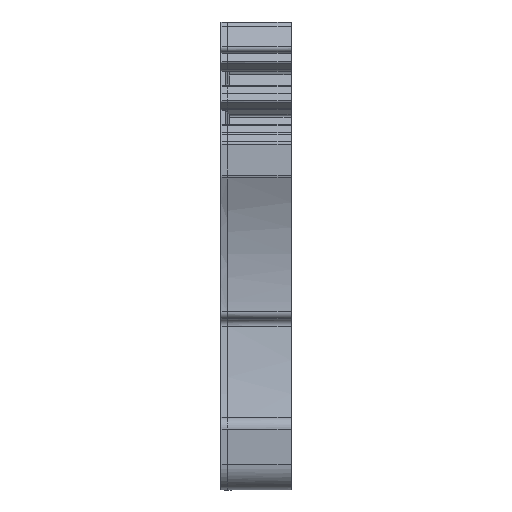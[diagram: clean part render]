
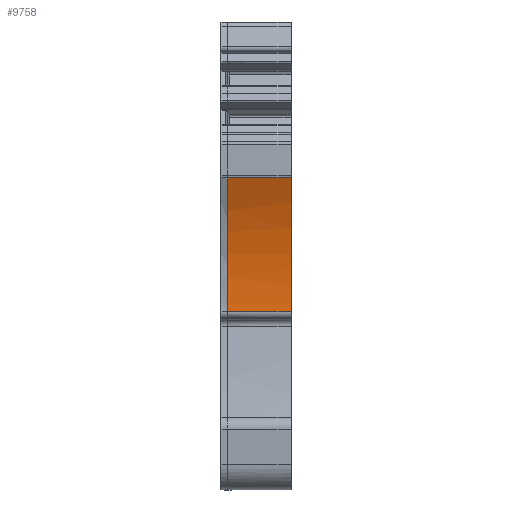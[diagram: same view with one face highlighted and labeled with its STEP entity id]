
A CAD part, front view. The second image highlights one B-rep face of the part: STEP entity #9758.
In plain terms, the highlighted cylindrical face has radius 20 mm (diameter 40 mm), a partial arc.
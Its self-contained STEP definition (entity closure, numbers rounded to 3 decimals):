
#5225=AXIS2_PLACEMENT_3D('Circle Axis2P3D',#5223,#5224,$) ;
#5232=AXIS2_PLACEMENT_3D('Circle Axis2P3D',#5230,#5231,$) ;
#5239=AXIS2_PLACEMENT_3D('Circle Axis2P3D',#5237,#5238,$) ;
#9718=AXIS2_PLACEMENT_3D('Cylinder Axis2P3D',#9715,#9716,#9717) ;
#9738=AXIS2_PLACEMENT_3D('Circle Axis2P3D',#9736,#9737,$) ;
#5220=CARTESIAN_POINT('Vertex',(5.1,0.046,22.701)) ;
#5223=CARTESIAN_POINT('Axis2P3D Location',(5.1,-18.105,14.303)) ;
#5227=CARTESIAN_POINT('Vertex',(5.1,1.684,17.2)) ;
#5230=CARTESIAN_POINT('Axis2P3D Location',(5.1,-18.105,14.303)) ;
#5234=CARTESIAN_POINT('Vertex',(5.1,1.886,13.7)) ;
#5237=CARTESIAN_POINT('Axis2P3D Location',(5.1,-18.105,14.303)) ;
#5241=CARTESIAN_POINT('Vertex',(5.1,1.851,12.983)) ;
#9695=CARTESIAN_POINT('Line Origine',(2.55,0.046,22.701)) ;
#9699=CARTESIAN_POINT('Vertex',(0.5,0.046,22.701)) ;
#9715=CARTESIAN_POINT('Axis2P3D Location',(2.55,-18.105,14.303)) ;
#9721=CARTESIAN_POINT('Control Point',(0.5,0.046,22.701)) ;
#9722=CARTESIAN_POINT('Control Point',(0.5,0.852,20.958)) ;
#9723=CARTESIAN_POINT('Control Point',(0.5,1.406,19.1)) ;
#9724=CARTESIAN_POINT('Control Point',(0.5,1.684,17.2)) ;
#9725=CARTESIAN_POINT('Vertex',(0.5,1.684,17.2)) ;
#9729=CARTESIAN_POINT('Control Point',(0.5,1.684,17.2)) ;
#9730=CARTESIAN_POINT('Control Point',(0.5,1.853,16.042)) ;
#9731=CARTESIAN_POINT('Control Point',(0.5,1.921,14.87)) ;
#9732=CARTESIAN_POINT('Control Point',(0.5,1.886,13.7)) ;
#9733=CARTESIAN_POINT('Vertex',(0.5,1.886,13.7)) ;
#9736=CARTESIAN_POINT('Axis2P3D Location',(0.5,-18.105,14.303)) ;
#9740=CARTESIAN_POINT('Vertex',(0.5,1.851,12.983)) ;
#9743=CARTESIAN_POINT('Line Origine',(2.55,1.851,12.983)) ;
#5224=DIRECTION('Axis2P3D Direction',(-1.,0.,0.)) ;
#5231=DIRECTION('Axis2P3D Direction',(-1.,0.,0.)) ;
#5238=DIRECTION('Axis2P3D Direction',(-1.,0.,0.)) ;
#9696=DIRECTION('Vector Direction',(-1.,0.,0.)) ;
#9716=DIRECTION('Axis2P3D Direction',(-1.,0.,0.)) ;
#9717=DIRECTION('Axis2P3D XDirection',(0.,0.908,0.42)) ;
#9737=DIRECTION('Axis2P3D Direction',(-1.,0.,0.)) ;
#9744=DIRECTION('Vector Direction',(-1.,0.,0.)) ;
#9697=VECTOR('Line Direction',#9696,1.) ;
#9745=VECTOR('Line Direction',#9744,1.) ;
#9749=ORIENTED_EDGE('',*,*,#9727,.T.) ;
#9750=ORIENTED_EDGE('',*,*,#9735,.T.) ;
#9751=ORIENTED_EDGE('',*,*,#9742,.T.) ;
#9752=ORIENTED_EDGE('',*,*,#9747,.T.) ;
#9753=ORIENTED_EDGE('',*,*,#5243,.T.) ;
#9754=ORIENTED_EDGE('',*,*,#5236,.T.) ;
#9755=ORIENTED_EDGE('',*,*,#5229,.T.) ;
#9756=ORIENTED_EDGE('',*,*,#9701,.F.) ;
#9758=ADVANCED_FACE('KLTR ZTPE2.5/3AN/1.1\\KLTR ZTPE2.5/3AN/1',(#9757),#9719,.F.) ;
#9720=B_SPLINE_CURVE_WITH_KNOTS('',3,(#9721,#9722,#9723,#9724),.UNSPECIFIED.,.F.,.U.,(4,4),(0.,8.145),.UNSPECIFIED.) ;
#9728=B_SPLINE_CURVE_WITH_KNOTS('',3,(#9729,#9730,#9731,#9732),.UNSPECIFIED.,.F.,.U.,(4,4),(0.,4.964),.UNSPECIFIED.) ;
#5226=CIRCLE('generated circle',#5225,20.) ;
#5233=CIRCLE('generated circle',#5232,20.) ;
#5240=CIRCLE('generated circle',#5239,20.) ;
#9739=CIRCLE('generated circle',#9738,20.) ;
#9719=CYLINDRICAL_SURFACE('generated cylinder',#9718,20.) ;
#5229=EDGE_CURVE('',#5228,#5221,#5226,.F.) ;
#5236=EDGE_CURVE('',#5235,#5228,#5233,.F.) ;
#5243=EDGE_CURVE('',#5242,#5235,#5240,.F.) ;
#9701=EDGE_CURVE('',#9700,#5221,#9698,.F.) ;
#9727=EDGE_CURVE('',#9700,#9726,#9720,.T.) ;
#9735=EDGE_CURVE('',#9726,#9734,#9728,.T.) ;
#9742=EDGE_CURVE('',#9734,#9741,#9739,.T.) ;
#9747=EDGE_CURVE('',#9741,#5242,#9746,.F.) ;
#9748=EDGE_LOOP('',(#9749,#9750,#9751,#9752,#9753,#9754,#9755,#9756)) ;
#9757=FACE_OUTER_BOUND('',#9748,.T.) ;
#9698=LINE('Line',#9695,#9697) ;
#9746=LINE('Line',#9743,#9745) ;
#5221=VERTEX_POINT('',#5220) ;
#5228=VERTEX_POINT('',#5227) ;
#5235=VERTEX_POINT('',#5234) ;
#5242=VERTEX_POINT('',#5241) ;
#9700=VERTEX_POINT('',#9699) ;
#9726=VERTEX_POINT('',#9725) ;
#9734=VERTEX_POINT('',#9733) ;
#9741=VERTEX_POINT('',#9740) ;
